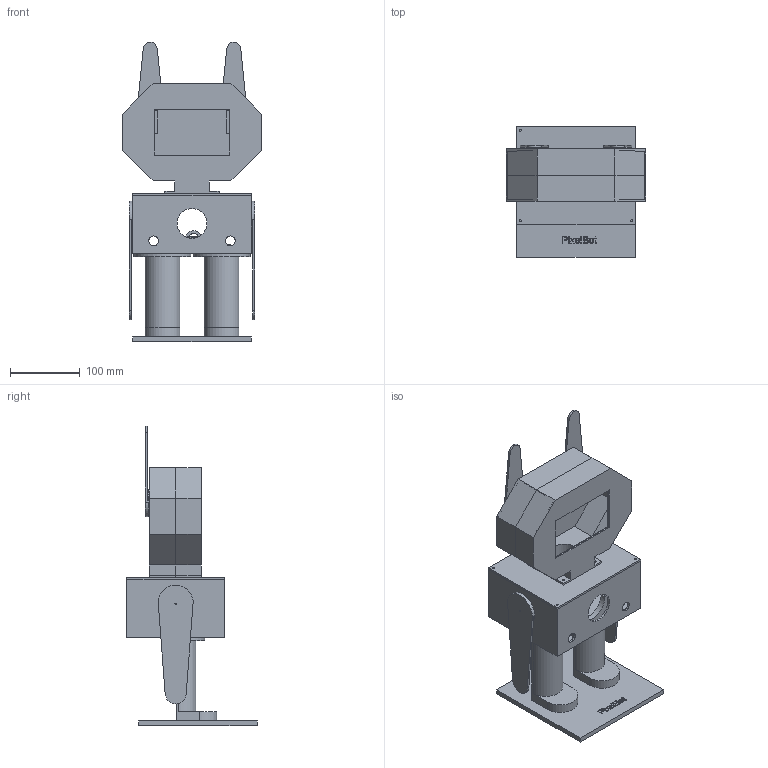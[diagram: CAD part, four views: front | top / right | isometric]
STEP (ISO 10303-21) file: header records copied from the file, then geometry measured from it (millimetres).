
FILE_DESCRIPTION(/* description */ (''),/* implementation_level */ '2;1');
FILE_NAME(/* name */ 'pixelbot_assembly v27.step',/* time_stamp */ '2025-06-17T16:39:03+02:00',/* author */ (''),/* organization */ (''),/* preprocessor_version */ 'ST-DEVELOPER v20',/* originating_system */ 'Autodesk Translation Framework v13.14.0.145',/* authorisation */ '');
FILE_SCHEMA (('AUTOMOTIVE_DESIGN { 1 0 10303 214 3 1 1 }'));
Length unit declared in the file: millimetre
Products named in the file (14): pixelbot_assembly; leg_pixelbot; enclosure_v2; speaker_holder; enclosure_top_pixelbot; arm_pixelbot; bottom_plate; Raspberry_pi_4; front_head_pixelbot; back_head_pixelbot; servo_holder_pixelbot; sg90; antena_pixelbot; sg90_arm
Assembly tree (25 placements, depth 2):
  pixelbot_assembly
    leg_pixelbot  x2
    enclosure_v2
    speaker_holder
    servo_holder_pixelbot  x4
    enclosure_top_pixelbot
    sg90  x4
    sg90_arm  x4
    arm_pixelbot  x2
    bottom_plate
    Raspberry_pi_4
    front_head_pixelbot
    back_head_pixelbot
    antena_pixelbot  x2
Bounding box: 200 x 187 x 430.31 mm (x, y, z)
Volume: 976856.6 mm3; surface area: 564674 mm2
Topology: 25 solids, 25 shells, 925 faces, 2380 edges, 1584 vertices
Faces by surface type: plane 607, cylinder 231, bspline 79, cone 8
Full cylindrical faces by diameter (mm): 1.4 x24, 1.7 x4, 2 x20, 2.7 x4, 3 x51, 3.5 x8, 4 x8, 4.6 x8, 5 x4, 5.6 x4, 6 x7, 9 x4, 14 x2, 40 x1, 43 x1, 50.148 x2
Entity records: 21984 total; most frequent: CARTESIAN_POINT 4977, ORIENTED_EDGE 3470, DIRECTION 3160, EDGE_CURVE 1735, LINE 1250, VECTOR 1250, VERTEX_POINT 1153, AXIS2_PLACEMENT_3D 955
